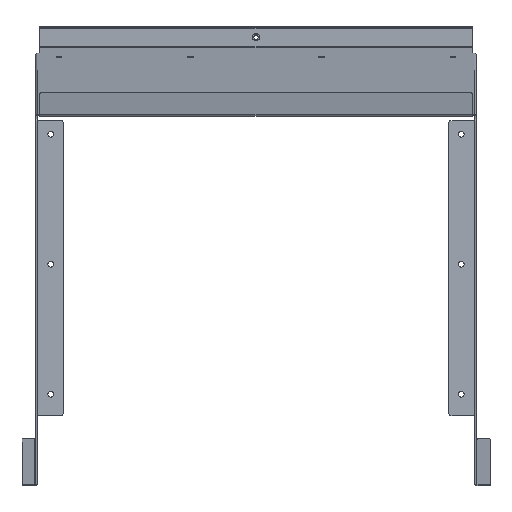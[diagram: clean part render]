
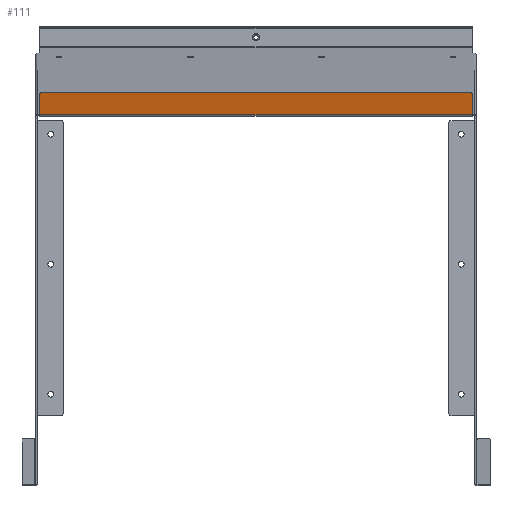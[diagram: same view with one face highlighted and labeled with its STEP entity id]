
A CAD part, top view. The second image highlights one B-rep face of the part: STEP entity #111.
In plain terms, the highlighted planar face has unit normal (0, -0.208, 0.978).
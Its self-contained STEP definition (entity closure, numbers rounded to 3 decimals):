
#111=ADVANCED_FACE('',(#290),#3497,.T.);
#290=FACE_OUTER_BOUND('',#470,.T.);
#470=EDGE_LOOP('',(#771,#772,#773,#774,#775,#776));
#771=ORIENTED_EDGE('',*,*,#1800,.T.);
#772=ORIENTED_EDGE('',*,*,#1802,.F.);
#773=ORIENTED_EDGE('',*,*,#1799,.F.);
#774=ORIENTED_EDGE('',*,*,#1897,.T.);
#775=ORIENTED_EDGE('',*,*,#1797,.T.);
#776=ORIENTED_EDGE('',*,*,#1899,.T.);
#1797=EDGE_CURVE('',#3103,#3102,#2839,.T.);
#1799=EDGE_CURVE('',#3105,#3043,#2841,.T.);
#1800=EDGE_CURVE('',#3106,#3044,#2842,.T.);
#1802=EDGE_CURVE('',#3043,#3044,#2844,.T.);
#1897=EDGE_CURVE('',#3105,#3103,#2373,.T.);
#1899=EDGE_CURVE('',#3102,#3106,#2375,.T.);
#2373=TRIMMED_CURVE($,#2597,(#5450),(#5451),.T.,.CARTESIAN.);
#2375=TRIMMED_CURVE($,#2599,(#5456),(#5457),.T.,.CARTESIAN.);
#2597=CIRCLE('',#3773,1.5);
#2599=CIRCLE('',#3775,1.5);
#2839=B_SPLINE_CURVE_WITH_KNOTS('',1,(#5228,#5229),.UNSPECIFIED.,.F.,.F.,
(2,2),(1.5,314.5),.UNSPECIFIED.);
#2841=B_SPLINE_CURVE_WITH_KNOTS('',1,(#5232,#5233),.UNSPECIFIED.,.F.,.F.,
(2,2),(1.5,16.5),.UNSPECIFIED.);
#2842=B_SPLINE_CURVE_WITH_KNOTS('',1,(#5234,#5235),.UNSPECIFIED.,.F.,.F.,
(2,2),(1.5,16.5),.UNSPECIFIED.);
#2844=B_SPLINE_CURVE_WITH_KNOTS('',1,(#5238,#5239),.UNSPECIFIED.,.F.,.F.,
(2,2),(0.,316.),.UNSPECIFIED.);
#3043=VERTEX_POINT('',#4805);
#3044=VERTEX_POINT('',#4806);
#3102=VERTEX_POINT('',#4864);
#3103=VERTEX_POINT('',#4865);
#3105=VERTEX_POINT('',#4867);
#3106=VERTEX_POINT('',#4868);
#3497=PLANE('',#3586);
#3586=AXIS2_PLACEMENT_3D('',#4622,#3992,$);
#3773=AXIS2_PLACEMENT_3D($,#5449,#4203,#4204);
#3775=AXIS2_PLACEMENT_3D($,#5455,#4207,#4208);
#3992=DIRECTION('',(0.,-0.208,0.978));
#4203=DIRECTION('',(0.,-0.208,0.978));
#4204=DIRECTION('',(1.,0.,0.));
#4207=DIRECTION('',(0.,-0.208,0.978));
#4208=DIRECTION('',(0.,0.978,0.208));
#4622=CARTESIAN_POINT('',(-158.,92.561,180.606));
#4805=CARTESIAN_POINT('',(158.,94.029,180.918));
#4806=CARTESIAN_POINT('',(-158.,94.029,180.918));
#4864=CARTESIAN_POINT('',(-156.5,110.168,184.349));
#4865=CARTESIAN_POINT('',(156.5,110.168,184.349));
#4867=CARTESIAN_POINT('',(158.,108.701,184.037));
#4868=CARTESIAN_POINT('',(-158.,108.701,184.037));
#5228=CARTESIAN_POINT('',(156.5,110.168,184.349));
#5229=CARTESIAN_POINT('',(-156.5,110.168,184.349));
#5232=CARTESIAN_POINT('',(158.,108.701,184.037));
#5233=CARTESIAN_POINT('',(158.,94.029,180.918));
#5234=CARTESIAN_POINT('',(-158.,108.701,184.037));
#5235=CARTESIAN_POINT('',(-158.,94.029,180.918));
#5238=CARTESIAN_POINT('',(158.,94.029,180.918));
#5239=CARTESIAN_POINT('',(-158.,94.029,180.918));
#5449=CARTESIAN_POINT('',(156.5,108.701,184.037));
#5450=CARTESIAN_POINT('',(158.,108.701,184.037));
#5451=CARTESIAN_POINT('',(156.5,110.168,184.349));
#5455=CARTESIAN_POINT('',(-156.5,108.701,184.037));
#5456=CARTESIAN_POINT('',(-156.5,110.168,184.349));
#5457=CARTESIAN_POINT('',(-158.,108.701,184.037));
